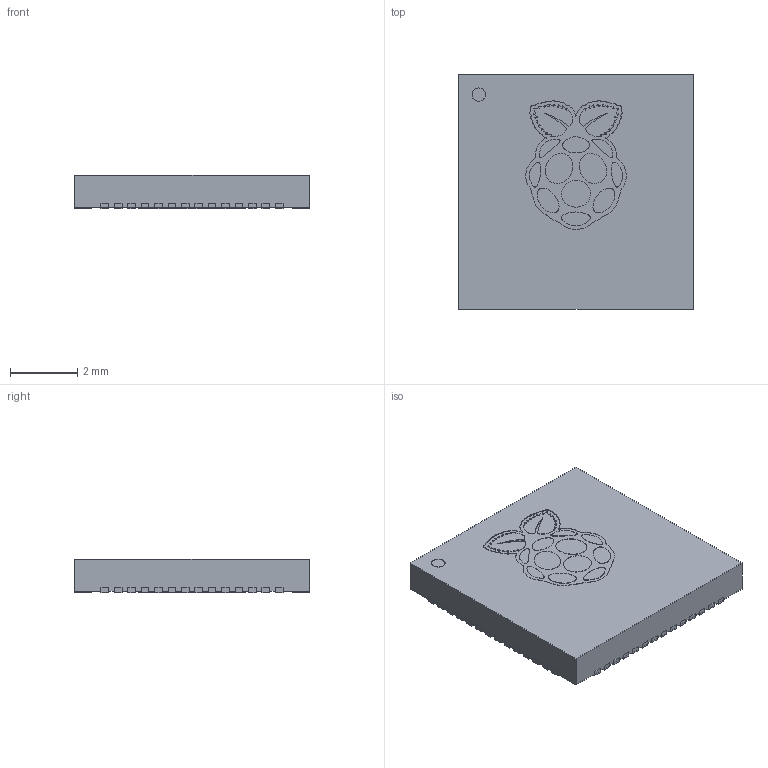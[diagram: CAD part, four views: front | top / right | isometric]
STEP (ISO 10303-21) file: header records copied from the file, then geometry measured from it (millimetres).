
FILE_DESCRIPTION (( 'STEP AP214' ), '1' );
FILE_NAME ('RP2040_QFN_PACKAGE.STEP', '2021-10-09T17:21:41', ( '' ), ( '' ), 'SwSTEP 2.0', 'SolidWorks 2020', '' );
FILE_SCHEMA (( 'AUTOMOTIVE_DESIGN' ));
Length unit declared in the file: millimetre
Products named in the file (1): RP2040_QFN_PACKAGE
Bounding box: 7.02 x 7.02 x 1 mm (x, y, z)
Volume: 47.6 mm3; surface area: 155.8 mm2
Topology: 16 solids, 16 shells, 398 faces, 1053 edges, 702 vertices
Faces by surface type: plane 308, cylinder 60, bspline 30
Entity records: 19656 total; most frequent: CARTESIAN_POINT 5670, ORIENTED_EDGE 2106, DIRECTION 1851, EDGE_CURVE 1053, LINE 873, VECTOR 873, VERTEX_POINT 702, AXIS2_PLACEMENT_3D 489
